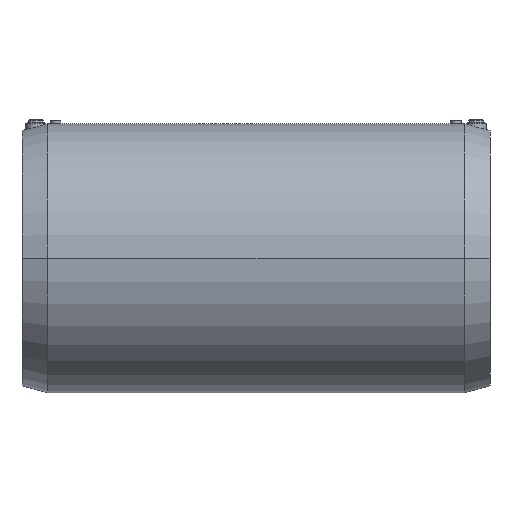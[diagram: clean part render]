
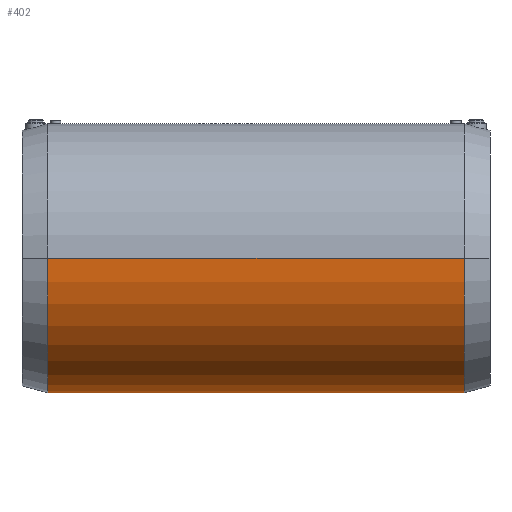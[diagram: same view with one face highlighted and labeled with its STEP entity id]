
A CAD part, front view. The second image highlights one B-rep face of the part: STEP entity #402.
In plain terms, the highlighted cylindrical face has radius 107 mm (diameter 214 mm), a partial arc.
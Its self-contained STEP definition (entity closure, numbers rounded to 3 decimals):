
#388 = EDGE_CURVE( '', #494, #776, #967, .T. );
#402 = ADVANCED_FACE( '', ( #981 ), #982, .T. );
#424 = EDGE_CURVE( '', #746, #588, #1006, .T. );
#438 = EDGE_CURVE( '', #534, #494, #1021, .T. );
#494 = VERTEX_POINT( '', #1087 );
#534 = VERTEX_POINT( '', #1133 );
#576 = VERTEX_POINT( '', #1179 );
#580 = EDGE_CURVE( '', #534, #576, #1185, .T. );
#588 = VERTEX_POINT( '', #1195 );
#742 = EDGE_CURVE( '', #812, #588, #1371, .T. );
#746 = VERTEX_POINT( '', #1375 );
#776 = VERTEX_POINT( '', #1413 );
#778 = EDGE_CURVE( '', #576, #746, #1415, .T. );
#780 = EDGE_CURVE( '', #812, #776, #1417, .T. );
#812 = VERTEX_POINT( '', #1450 );
#967 = B_SPLINE_CURVE_WITH_KNOTS( '', 3, ( #1699, #1700, #1701, #1702, #1703, #1704, #1705, #1706, #1707, #1708, #1709, #1710, #1711, #1712, #1713, #1714, #1715, #1716, #1717, #1718, #1719, #1720, #1721, #1722, #1723, #1724, #1725, #1726, #1727, #1728, #1729, #1730, #1731, #1732, #1733, #1734 ), .UNSPECIFIED., .F., .F., ( 4, 2, 2, 2, 2, 2, 2, 2, 2, 2, 2, 2, 2, 2, 2, 2, 2, 4 ), ( 0., 4.864, 9.729, 19.458, 29.187, 38.916, 48.645, 58.373, 68.102, 77.831, 87.067, 96.303, 105.539, 114.774, 124.01, 133.246, 142.482, 151.717 ), .UNSPECIFIED. );
#981 = FACE_OUTER_BOUND( '', #1752, .T. );
#982 = CYLINDRICAL_SURFACE( '', #1753, 107. );
#1006 = LINE( '', #1803, #1804 );
#1021 = B_SPLINE_CURVE_WITH_KNOTS( '', 3, ( #1825, #1826, #1827, #1828, #1829, #1830, #1831, #1832, #1833, #1834, #1835, #1836, #1837, #1838, #1839, #1840, #1841, #1842, #1843, #1844, #1845, #1846, #1847, #1848, #1849, #1850, #1851, #1852, #1853, #1854, #1855, #1856, #1857, #1858, #1859, #1860 ), .UNSPECIFIED., .F., .F., ( 4, 2, 2, 2, 2, 2, 2, 2, 2, 2, 2, 2, 2, 2, 2, 2, 2, 4 ), ( 455.152, 464.388, 473.623, 482.859, 492.095, 501.331, 510.566, 519.802, 529.038, 538.767, 548.496, 558.225, 567.954, 577.682, 587.411, 597.14, 602.005, 606.869 ), .UNSPECIFIED. );
#1087 = CARTESIAN_POINT( '', ( 186., 54.601, -92.02 ) );
#1133 = CARTESIAN_POINT( '', ( 93.98, 107., 0. ) );
#1179 = CARTESIAN_POINT( '', ( 20.526, 107., 0. ) );
#1185 = LINE( '', #2192, #2193 );
#1195 = CARTESIAN_POINT( '', ( 351.474, -107., 0. ) );
#1371 = CIRCLE( '', #2634, 107. );
#1375 = CARTESIAN_POINT( '', ( 20.526, -107., 0. ) );
#1413 = CARTESIAN_POINT( '', ( 278.02, 107., 0. ) );
#1415 = CIRCLE( '', #2691, 107. );
#1417 = LINE( '', #2694, #2695 );
#1450 = CARTESIAN_POINT( '', ( 351.474, 107., 0. ) );
#1699 = CARTESIAN_POINT( '', ( 186., 54.601, -92.02 ) );
#1700 = CARTESIAN_POINT( '', ( 187.621, 54.601, -92.02 ) );
#1701 = CARTESIAN_POINT( '', ( 189.23, 54.674, -91.977 ) );
#1702 = CARTESIAN_POINT( '', ( 192.417, 54.954, -91.81 ) );
#1703 = CARTESIAN_POINT( '', ( 193.997, 55.162, -91.685 ) );
#1704 = CARTESIAN_POINT( '', ( 198.692, 55.972, -91.195 ) );
#1705 = CARTESIAN_POINT( '', ( 201.763, 56.76, -90.712 ) );
#1706 = CARTESIAN_POINT( '', ( 207.783, 58.717, -89.458 ) );
#1707 = CARTESIAN_POINT( '', ( 210.731, 59.886, -88.686 ) );
#1708 = CARTESIAN_POINT( '', ( 216.5, 62.489, -86.871 ) );
#1709 = CARTESIAN_POINT( '', ( 219.32, 63.924, -85.828 ) );
#1710 = CARTESIAN_POINT( '', ( 224.824, 66.958, -83.483 ) );
#1711 = CARTESIAN_POINT( '', ( 227.506, 68.556, -82.181 ) );
#1712 = CARTESIAN_POINT( '', ( 232.712, 71.828, -79.338 ) );
#1713 = CARTESIAN_POINT( '', ( 235.236, 73.501, -77.795 ) );
#1714 = CARTESIAN_POINT( '', ( 240.102, 76.845, -74.494 ) );
#1715 = CARTESIAN_POINT( '', ( 242.443, 78.517, -72.734 ) );
#1716 = CARTESIAN_POINT( '', ( 246.918, 81.793, -69.029 ) );
#1717 = CARTESIAN_POINT( '', ( 249.052, 83.398, -67.084 ) );
#1718 = CARTESIAN_POINT( '', ( 252.982, 86.408, -63.154 ) );
#1719 = CARTESIAN_POINT( '', ( 254.861, 87.874, -61.106 ) );
#1720 = CARTESIAN_POINT( '', ( 258.489, 90.745, -56.755 ) );
#1721 = CARTESIAN_POINT( '', ( 260.238, 92.15, -54.452 ) );
#1722 = CARTESIAN_POINT( '', ( 263.554, 94.842, -49.616 ) );
#1723 = CARTESIAN_POINT( '', ( 265.121, 96.129, -47.081 ) );
#1724 = CARTESIAN_POINT( '', ( 268.028, 98.535, -41.811 ) );
#1725 = CARTESIAN_POINT( '', ( 269.368, 99.655, -39.075 ) );
#1726 = CARTESIAN_POINT( '', ( 271.783, 101.684, -33.442 ) );
#1727 = CARTESIAN_POINT( '', ( 272.86, 102.595, -30.54 ) );
#1728 = CARTESIAN_POINT( '', ( 274.721, 104.176, -24.614 ) );
#1729 = CARTESIAN_POINT( '', ( 275.506, 104.845, -21.59 ) );
#1730 = CARTESIAN_POINT( '', ( 276.763, 105.921, -15.473 ) );
#1731 = CARTESIAN_POINT( '', ( 277.237, 106.327, -12.38 ) );
#1732 = CARTESIAN_POINT( '', ( 277.865, 106.867, -6.183 ) );
#1733 = CARTESIAN_POINT( '', ( 278.02, 107., -3.079 ) );
#1734 = CARTESIAN_POINT( '', ( 278.02, 107., 0. ) );
#1752 = EDGE_LOOP( '', ( #2967, #2968, #2969, #2970, #2971, #2972, #2973 ) );
#1753 = AXIS2_PLACEMENT_3D( '', #2974, #2975, #2976 );
#1803 = CARTESIAN_POINT( '', ( 186., -107., 0. ) );
#1804 = VECTOR( '', #2996, 1. );
#1825 = CARTESIAN_POINT( '', ( 93.98, 107., 0. ) );
#1826 = CARTESIAN_POINT( '', ( 93.98, 107., -3.079 ) );
#1827 = CARTESIAN_POINT( '', ( 94.135, 106.867, -6.183 ) );
#1828 = CARTESIAN_POINT( '', ( 94.763, 106.327, -12.38 ) );
#1829 = CARTESIAN_POINT( '', ( 95.237, 105.921, -15.473 ) );
#1830 = CARTESIAN_POINT( '', ( 96.494, 104.845, -21.59 ) );
#1831 = CARTESIAN_POINT( '', ( 97.279, 104.176, -24.614 ) );
#1832 = CARTESIAN_POINT( '', ( 99.14, 102.595, -30.54 ) );
#1833 = CARTESIAN_POINT( '', ( 100.217, 101.684, -33.442 ) );
#1834 = CARTESIAN_POINT( '', ( 102.632, 99.655, -39.075 ) );
#1835 = CARTESIAN_POINT( '', ( 103.972, 98.535, -41.811 ) );
#1836 = CARTESIAN_POINT( '', ( 106.879, 96.129, -47.081 ) );
#1837 = CARTESIAN_POINT( '', ( 108.446, 94.842, -49.616 ) );
#1838 = CARTESIAN_POINT( '', ( 111.762, 92.15, -54.452 ) );
#1839 = CARTESIAN_POINT( '', ( 113.511, 90.745, -56.755 ) );
#1840 = CARTESIAN_POINT( '', ( 117.139, 87.874, -61.106 ) );
#1841 = CARTESIAN_POINT( '', ( 119.018, 86.408, -63.154 ) );
#1842 = CARTESIAN_POINT( '', ( 122.948, 83.398, -67.084 ) );
#1843 = CARTESIAN_POINT( '', ( 125.082, 81.793, -69.029 ) );
#1844 = CARTESIAN_POINT( '', ( 129.557, 78.517, -72.734 ) );
#1845 = CARTESIAN_POINT( '', ( 131.898, 76.845, -74.494 ) );
#1846 = CARTESIAN_POINT( '', ( 136.764, 73.501, -77.795 ) );
#1847 = CARTESIAN_POINT( '', ( 139.288, 71.828, -79.338 ) );
#1848 = CARTESIAN_POINT( '', ( 144.494, 68.556, -82.181 ) );
#1849 = CARTESIAN_POINT( '', ( 147.176, 66.958, -83.483 ) );
#1850 = CARTESIAN_POINT( '', ( 152.68, 63.924, -85.828 ) );
#1851 = CARTESIAN_POINT( '', ( 155.5, 62.489, -86.871 ) );
#1852 = CARTESIAN_POINT( '', ( 161.269, 59.886, -88.686 ) );
#1853 = CARTESIAN_POINT( '', ( 164.217, 58.717, -89.458 ) );
#1854 = CARTESIAN_POINT( '', ( 170.237, 56.76, -90.712 ) );
#1855 = CARTESIAN_POINT( '', ( 173.308, 55.972, -91.195 ) );
#1856 = CARTESIAN_POINT( '', ( 178.003, 55.162, -91.685 ) );
#1857 = CARTESIAN_POINT( '', ( 179.583, 54.954, -91.81 ) );
#1858 = CARTESIAN_POINT( '', ( 182.77, 54.674, -91.977 ) );
#1859 = CARTESIAN_POINT( '', ( 184.379, 54.601, -92.02 ) );
#1860 = CARTESIAN_POINT( '', ( 186., 54.601, -92.02 ) );
#2192 = CARTESIAN_POINT( '', ( 186., 107., 0. ) );
#2193 = VECTOR( '', #3204, 1. );
#2634 = AXIS2_PLACEMENT_3D( '', #3438, #3439, #3440 );
#2691 = AXIS2_PLACEMENT_3D( '', #3513, #3514, #3515 );
#2694 = CARTESIAN_POINT( '', ( 186., 107., 0. ) );
#2695 = VECTOR( '', #3516, 1. );
#2967 = ORIENTED_EDGE( '', *, *, #780, .F. );
#2968 = ORIENTED_EDGE( '', *, *, #742, .T. );
#2969 = ORIENTED_EDGE( '', *, *, #424, .F. );
#2970 = ORIENTED_EDGE( '', *, *, #778, .F. );
#2971 = ORIENTED_EDGE( '', *, *, #580, .F. );
#2972 = ORIENTED_EDGE( '', *, *, #438, .T. );
#2973 = ORIENTED_EDGE( '', *, *, #388, .T. );
#2974 = CARTESIAN_POINT( '', ( 186., 0., 0. ) );
#2975 = DIRECTION( '', ( 1., 0., 0. ) );
#2976 = DIRECTION( '', ( 0., 1., 0. ) );
#2996 = DIRECTION( '', ( 1., 0., 0. ) );
#3204 = DIRECTION( '', ( -1., 0., 0. ) );
#3438 = CARTESIAN_POINT( '', ( 351.474, 0., 0. ) );
#3439 = DIRECTION( '', ( -1., 0., 0. ) );
#3440 = DIRECTION( '', ( 0., 1., 0. ) );
#3513 = CARTESIAN_POINT( '', ( 20.526, 0., 0. ) );
#3514 = DIRECTION( '', ( -1., 0., 0. ) );
#3515 = DIRECTION( '', ( 0., 1., 0. ) );
#3516 = DIRECTION( '', ( -1., 0., 0. ) );
